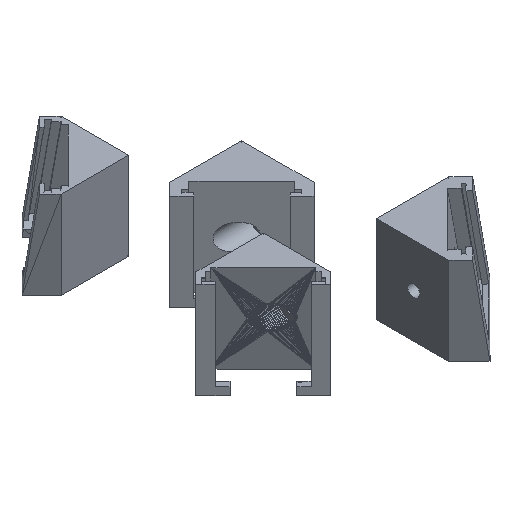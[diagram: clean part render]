
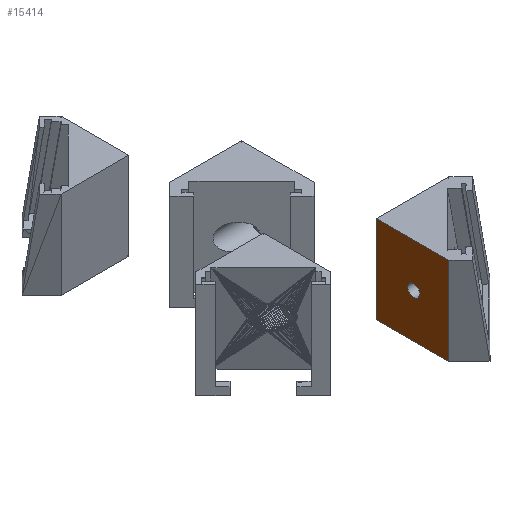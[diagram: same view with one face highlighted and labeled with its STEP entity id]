
A CAD part, isometric view. The second image highlights one B-rep face of the part: STEP entity #15414.
In plain terms, the highlighted planar face has unit normal (-1, 0, 0).
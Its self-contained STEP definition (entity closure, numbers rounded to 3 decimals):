
#20=CIRCLE('',#16495,1.75);
#42=FACE_BOUND('',#2162,.T.);
#1094=FACE_OUTER_BOUND('',#2161,.T.);
#2161=EDGE_LOOP('',(#13254,#13255,#13256,#13257));
#2162=EDGE_LOOP('',(#13258));
#4184=LINE('',#24708,#6210);
#4186=LINE('',#24712,#6212);
#4187=LINE('',#24714,#6213);
#4188=LINE('',#24715,#6214);
#6210=VECTOR('',#20627,10.);
#6212=VECTOR('',#20631,10.);
#6213=VECTOR('',#20632,10.);
#6214=VECTOR('',#20633,10.);
#7199=VERTEX_POINT('',#24705);
#7200=VERTEX_POINT('',#24707);
#7201=VERTEX_POINT('',#24711);
#7202=VERTEX_POINT('',#24713);
#7203=VERTEX_POINT('',#24716);
#9225=EDGE_CURVE('',#7200,#7199,#4184,.T.);
#9227=EDGE_CURVE('',#7199,#7201,#4186,.T.);
#9228=EDGE_CURVE('',#7202,#7201,#4187,.T.);
#9229=EDGE_CURVE('',#7202,#7200,#4188,.T.);
#9230=EDGE_CURVE('',#7203,#7203,#20,.T.);
#13254=ORIENTED_EDGE('',*,*,#9227,.T.);
#13255=ORIENTED_EDGE('',*,*,#9228,.F.);
#13256=ORIENTED_EDGE('',*,*,#9229,.T.);
#13257=ORIENTED_EDGE('',*,*,#9225,.T.);
#13258=ORIENTED_EDGE('',*,*,#9230,.F.);
#14358=PLANE('',#16494);
#15414=ADVANCED_FACE('',(#1094,#42),#14358,.F.);
#16494=AXIS2_PLACEMENT_3D('',#24710,#20629,#20630);
#16495=AXIS2_PLACEMENT_3D('',#24717,#20634,#20635);
#20627=DIRECTION('',(0.,0.,-1.));
#20629=DIRECTION('center_axis',(1.,0.,0.));
#20630=DIRECTION('ref_axis',(0.,1.,0.));
#20631=DIRECTION('',(0.,-1.,0.));
#20632=DIRECTION('',(0.,0.,-1.));
#20633=DIRECTION('',(0.,1.,0.));
#20634=DIRECTION('center_axis',(-1.,0.,0.));
#20635=DIRECTION('ref_axis',(0.,1.,0.));
#24705=CARTESIAN_POINT('',(22.544,109.835,0.));
#24707=CARTESIAN_POINT('',(22.544,109.835,26.));
#24708=CARTESIAN_POINT('',(22.544,109.835,0.));
#24710=CARTESIAN_POINT('Origin',(22.544,88.835,0.));
#24711=CARTESIAN_POINT('',(22.544,88.42,0.));
#24712=CARTESIAN_POINT('',(22.544,90.544,0.));
#24713=CARTESIAN_POINT('',(22.544,88.42,26.));
#24714=CARTESIAN_POINT('',(22.544,88.42,26.));
#24715=CARTESIAN_POINT('',(22.544,108.835,26.));
#24716=CARTESIAN_POINT('',(22.544,97.085,13.));
#24717=CARTESIAN_POINT('Origin',(22.544,98.835,13.));
